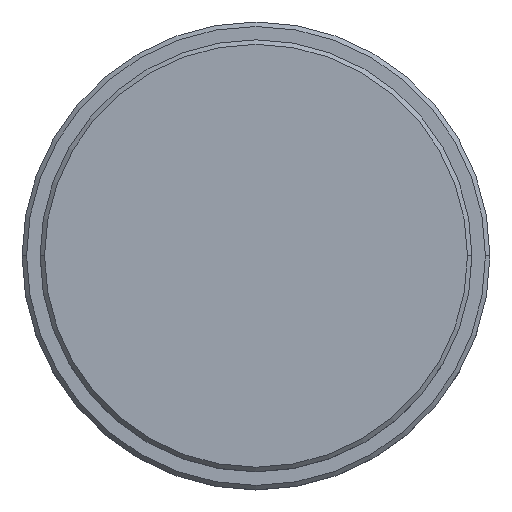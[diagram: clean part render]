
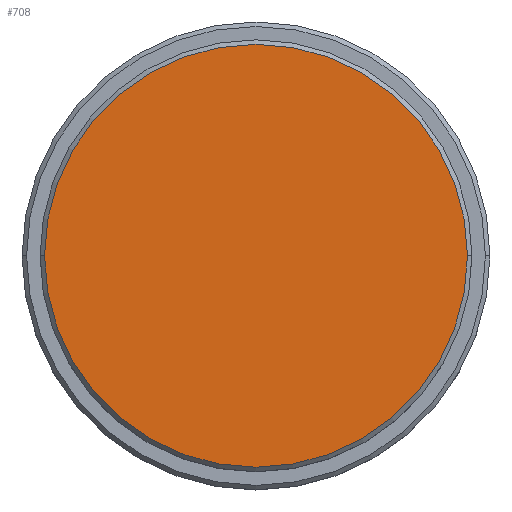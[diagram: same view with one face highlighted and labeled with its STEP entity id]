
A CAD part, top view. The second image highlights one B-rep face of the part: STEP entity #708.
In plain terms, the highlighted planar face has unit normal (0, 0, 1).
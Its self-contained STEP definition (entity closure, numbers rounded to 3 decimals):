
#29 = CARTESIAN_POINT ( 'NONE',  ( -23.5, 0., 0. ) ) ;
#73 = CARTESIAN_POINT ( 'NONE',  ( 0., 0., 0. ) ) ;
#109 = AXIS2_PLACEMENT_3D ( 'NONE', #1338, #346, #141 ) ;
#141 = DIRECTION ( 'NONE',  ( 1., 0., 0. ) ) ;
#158 = CARTESIAN_POINT ( 'NONE',  ( 0., 0., 0. ) ) ;
#190 = DIRECTION ( 'NONE',  ( 0., 0., 1. ) ) ;
#252 = AXIS2_PLACEMENT_3D ( 'NONE', #158, #594, #712 ) ;
#260 = FACE_OUTER_BOUND ( 'NONE', #1123, .T. ) ;
#346 = DIRECTION ( 'NONE',  ( 0., 0., 1. ) ) ;
#493 = EDGE_CURVE ( 'NONE', #1199, #672, #1089, .T. ) ;
#523 = DIRECTION ( 'NONE',  ( 1., 0., 0. ) ) ;
#594 = DIRECTION ( 'NONE',  ( 0., 0., 1. ) ) ;
#672 = VERTEX_POINT ( 'NONE', #1274 ) ;
#708 = ADVANCED_FACE ( 'NONE', ( #260 ), #780, .T. ) ;
#712 = DIRECTION ( 'NONE',  ( 1., 0., 0. ) ) ;
#780 = PLANE ( 'NONE',  #109 ) ;
#845 = AXIS2_PLACEMENT_3D ( 'NONE', #73, #190, #523 ) ;
#915 = CIRCLE ( 'NONE', #845, 23.5 ) ;
#995 = EDGE_CURVE ( 'NONE', #672, #1199, #915, .T. ) ;
#1034 = ORIENTED_EDGE ( 'NONE', *, *, #493, .T. ) ;
#1089 = CIRCLE ( 'NONE', #252, 23.5 ) ;
#1123 = EDGE_LOOP ( 'NONE', ( #1034, #1221 ) ) ;
#1199 = VERTEX_POINT ( 'NONE', #29 ) ;
#1221 = ORIENTED_EDGE ( 'NONE', *, *, #995, .T. ) ;
#1274 = CARTESIAN_POINT ( 'NONE',  ( 23.5, 0., 0. ) ) ;
#1338 = CARTESIAN_POINT ( 'NONE',  ( 0., 0., 0. ) ) ;
